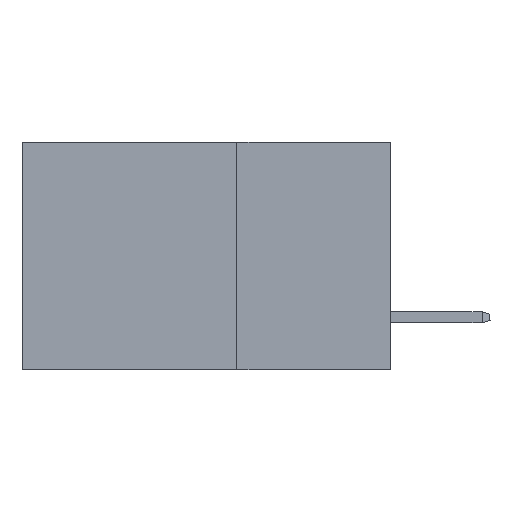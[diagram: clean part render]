
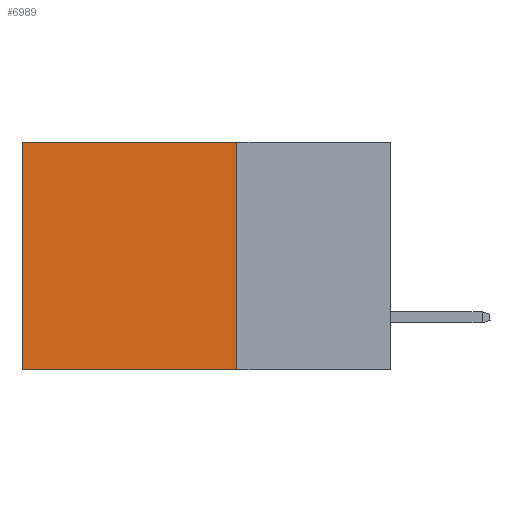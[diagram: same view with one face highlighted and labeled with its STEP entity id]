
A CAD part, left-side view. The second image highlights one B-rep face of the part: STEP entity #6989.
In plain terms, the highlighted planar face has unit normal (-1, 0, 0).
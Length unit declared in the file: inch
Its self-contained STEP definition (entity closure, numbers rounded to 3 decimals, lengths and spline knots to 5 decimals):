
#1958 = CARTESIAN_POINT ( 'NONE',  ( 0.2875, 0.6, 0. ) ) ;
#2603 = EDGE_LOOP ( 'NONE', ( #9686, #27308, #4225, #12059 ) ) ;
#2787 = DIRECTION ( 'NONE',  ( 0., 1., 0. ) ) ;
#3801 = DIRECTION ( 'NONE',  ( 0., 1., 0. ) ) ;
#4086 = DIRECTION ( 'NONE',  ( 0., 0., -1. ) ) ;
#4225 = ORIENTED_EDGE ( 'NONE', *, *, #7988, .F. ) ;
#6206 = CARTESIAN_POINT ( 'NONE',  ( 0.2875, 0.6, 0. ) ) ;
#6454 = VECTOR ( 'NONE', #2787, 39.37008 ) ;
#6989 = ADVANCED_FACE ( 'NONE', ( #22988 ), #28806, .F. ) ;
#7988 = EDGE_CURVE ( 'NONE', #28064, #24025, #22931, .T. ) ;
#8064 = VERTEX_POINT ( 'NONE', #19651 ) ;
#8775 = EDGE_CURVE ( 'NONE', #24025, #8064, #12215, .T. ) ;
#8981 = VERTEX_POINT ( 'NONE', #6206 ) ;
#9141 = LINE ( 'NONE', #1958, #13789 ) ;
#9686 = ORIENTED_EDGE ( 'NONE', *, *, #26822, .T. ) ;
#12059 = ORIENTED_EDGE ( 'NONE', *, *, #15305, .T. ) ;
#12215 = LINE ( 'NONE', #19617, #24176 ) ;
#12518 = LINE ( 'NONE', #16337, #6454 ) ;
#12583 = DIRECTION ( 'NONE',  ( 0., 0., -1. ) ) ;
#13789 = VECTOR ( 'NONE', #20039, 39.37008 ) ;
#14142 = VECTOR ( 'NONE', #12583, 39.37008 ) ;
#14237 = AXIS2_PLACEMENT_3D ( 'NONE', #15394, #17624, #4086 ) ;
#15305 = EDGE_CURVE ( 'NONE', #28064, #8981, #12518, .T. ) ;
#15394 = CARTESIAN_POINT ( 'NONE',  ( 0.2875, 0.25, 0. ) ) ;
#16337 = CARTESIAN_POINT ( 'NONE',  ( 0.2875, 0.25, 0. ) ) ;
#17624 = DIRECTION ( 'NONE',  ( 1., 0., 0. ) ) ;
#19617 = CARTESIAN_POINT ( 'NONE',  ( 0.2875, 0.25, -0.37 ) ) ;
#19651 = CARTESIAN_POINT ( 'NONE',  ( 0.2875, 0.6, -0.37 ) ) ;
#20039 = DIRECTION ( 'NONE',  ( 0., 0., -1. ) ) ;
#22931 = LINE ( 'NONE', #28278, #14142 ) ;
#22988 = FACE_OUTER_BOUND ( 'NONE', #2603, .T. ) ;
#24025 = VERTEX_POINT ( 'NONE', #27660 ) ;
#24176 = VECTOR ( 'NONE', #3801, 39.37008 ) ;
#26822 = EDGE_CURVE ( 'NONE', #8981, #8064, #9141, .T. ) ;
#27308 = ORIENTED_EDGE ( 'NONE', *, *, #8775, .F. ) ;
#27660 = CARTESIAN_POINT ( 'NONE',  ( 0.2875, 0.25, -0.37 ) ) ;
#28064 = VERTEX_POINT ( 'NONE', #29163 ) ;
#28278 = CARTESIAN_POINT ( 'NONE',  ( 0.2875, 0.25, 0. ) ) ;
#28806 = PLANE ( 'NONE',  #14237 ) ;
#29163 = CARTESIAN_POINT ( 'NONE',  ( 0.2875, 0.25, 0. ) ) ;
